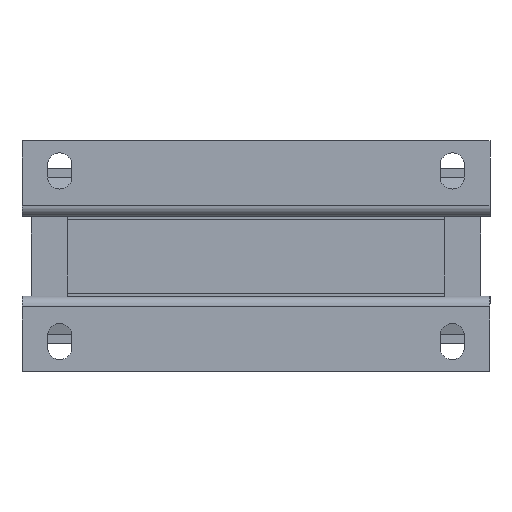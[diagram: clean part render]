
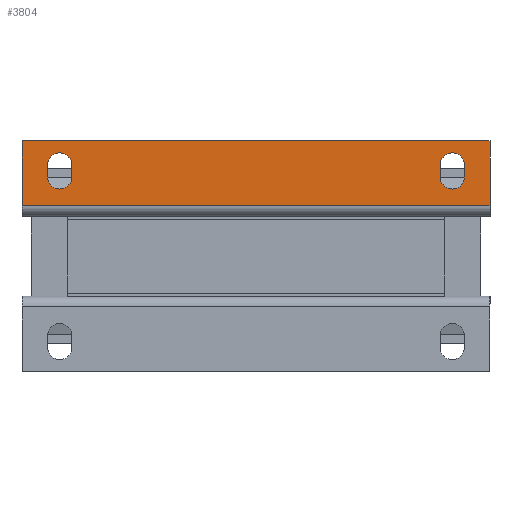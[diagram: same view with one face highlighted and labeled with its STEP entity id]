
A CAD part, front view. The second image highlights one B-rep face of the part: STEP entity #3804.
In plain terms, the highlighted planar face has unit normal (0, -1, 0).
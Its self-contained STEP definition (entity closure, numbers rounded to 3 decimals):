
#36 = CARTESIAN_POINT ( 'NONE',  ( -69., -66.45, 26.25 ) ) ;
#47 = CARTESIAN_POINT ( 'NONE',  ( -69., -66.45, 30.25 ) ) ;
#116 = LINE ( 'NONE', #3689, #5076 ) ;
#130 = DIRECTION ( 'NONE',  ( -1., 0., 0. ) ) ;
#197 = VERTEX_POINT ( 'NONE', #11226 ) ;
#202 = CIRCLE ( 'NONE', #5547, 4. ) ;
#294 = CARTESIAN_POINT ( 'NONE',  ( 65., -66.45, 34.25 ) ) ;
#316 = CARTESIAN_POINT ( 'NONE',  ( 77.5, -66.45, 15.75 ) ) ;
#349 = CIRCLE ( 'NONE', #10868, 4. ) ;
#367 = AXIS2_PLACEMENT_3D ( 'NONE', #10624, #1142, #12339 ) ;
#379 = VECTOR ( 'NONE', #7740, 1000. ) ;
#615 = VECTOR ( 'NONE', #130, 1000. ) ;
#783 = LINE ( 'NONE', #4327, #379 ) ;
#1111 = ORIENTED_EDGE ( 'NONE', *, *, #13257, .F. ) ;
#1142 = DIRECTION ( 'NONE',  ( 0., 1., 0. ) ) ;
#1271 = ORIENTED_EDGE ( 'NONE', *, *, #12964, .T. ) ;
#1285 = EDGE_CURVE ( 'Defeature ausgef�hrt2_235+Defeature ausgef�hrt2_458+Defeature ausgef�hrt2_457+Defeature ausgef�hrt2_459', #7368, #1372, #202, .T. ) ;
#1299 = CARTESIAN_POINT ( 'NONE',  ( 0., -66.45, 38.25 ) ) ;
#1308 = EDGE_CURVE ( 'Defeature ausgef�hrt2_235+Defeature ausgef�hrt2_456+Defeature ausgef�hrt2_455+Defeature ausgef�hrt2_453', #4417, #12481, #349, .T. ) ;
#1338 = CARTESIAN_POINT ( 'NONE',  ( 0., -66.45, 15.75 ) ) ;
#1372 = VERTEX_POINT ( 'NONE', #11307 ) ;
#1410 = ORIENTED_EDGE ( 'NONE', *, *, #1285, .T. ) ;
#1462 = CARTESIAN_POINT ( 'NONE',  ( 61., -66.45, 30.25 ) ) ;
#1470 = CARTESIAN_POINT ( 'NONE',  ( -65., -66.45, 26.25 ) ) ;
#1578 = EDGE_CURVE ( 'Defeature ausgef�hrt2_235+Defeature ausgef�hrt2_457+Defeature ausgef�hrt2_460+Defeature ausgef�hrt2_458', #12511, #10911, #10956, .T. ) ;
#1667 = LINE ( 'NONE', #5690, #11826 ) ;
#2034 = VERTEX_POINT ( 'NONE', #11351 ) ;
#2135 = VECTOR ( 'NONE', #3904, 1000. ) ;
#2137 = ORIENTED_EDGE ( 'NONE', *, *, #3839, .T. ) ;
#2310 = VERTEX_POINT ( 'NONE', #47 ) ;
#2327 = EDGE_CURVE ( 'Defeature ausgef�hrt2_235+Defeature ausgef�hrt2_459+Defeature ausgef�hrt2_458+Defeature ausgef�hrt2_460', #1372, #2034, #1667, .T. ) ;
#2403 = AXIS2_PLACEMENT_3D ( 'NONE', #3796, #4819, #6094 ) ;
#2443 = DIRECTION ( 'NONE',  ( 0., 0., -1. ) ) ;
#2502 = DIRECTION ( 'NONE',  ( -1., 0., 0. ) ) ;
#3051 = AXIS2_PLACEMENT_3D ( 'NONE', #13158, #11753, #3544 ) ;
#3190 = EDGE_LOOP ( 'NONE', ( #1111, #1271, #12240, #6752 ) ) ;
#3479 = AXIS2_PLACEMENT_3D ( 'NONE', #1338, #12121, #14674 ) ;
#3492 = VECTOR ( 'NONE', #2502, 1000. ) ;
#3544 = DIRECTION ( 'NONE',  ( 0., 0., 1. ) ) ;
#3648 = VECTOR ( 'NONE', #6225, 1000. ) ;
#3689 = CARTESIAN_POINT ( 'NONE',  ( -77.5, -66.45, 15.75 ) ) ;
#3796 = CARTESIAN_POINT ( 'NONE',  ( 65., -66.45, 26.25 ) ) ;
#3804 = ADVANCED_FACE ( 'Defeature ausgef�hrt2_235', ( #9347, #14725, #14563 ), #7340, .F. ) ;
#3807 = VERTEX_POINT ( 'NONE', #8381 ) ;
#3839 = EDGE_CURVE ( 'Defeature ausgef�hrt2_235+Defeature ausgef�hrt2_460+Defeature ausgef�hrt2_459+Defeature ausgef�hrt2_457', #2034, #12511, #9718, .T. ) ;
#3904 = DIRECTION ( 'NONE',  ( 0., 0., 1. ) ) ;
#4327 = CARTESIAN_POINT ( 'NONE',  ( -69., -66.45, 15.75 ) ) ;
#4417 = VERTEX_POINT ( 'NONE', #12840 ) ;
#4624 = CARTESIAN_POINT ( 'NONE',  ( 65., -66.45, 30.25 ) ) ;
#4819 = DIRECTION ( 'NONE',  ( 0., 1., 0. ) ) ;
#5076 = VECTOR ( 'NONE', #2443, 1000. ) ;
#5470 = DIRECTION ( 'NONE',  ( 0., 0., -1. ) ) ;
#5547 = AXIS2_PLACEMENT_3D ( 'NONE', #4624, #7146, #8303 ) ;
#5636 = CARTESIAN_POINT ( 'NONE',  ( 61., -66.45, 26.25 ) ) ;
#5690 = CARTESIAN_POINT ( 'NONE',  ( 69., -66.45, 15.75 ) ) ;
#5844 = VERTEX_POINT ( 'NONE', #9462 ) ;
#6028 = ORIENTED_EDGE ( 'NONE', *, *, #6106, .T. ) ;
#6094 = DIRECTION ( 'NONE',  ( 0., 0., 1. ) ) ;
#6106 = EDGE_CURVE ( 'Defeature ausgef�hrt2_235+Defeature ausgef�hrt2_455+Defeature ausgef�hrt2_454+Defeature ausgef�hrt2_456', #10633, #4417, #8799, .T. ) ;
#6225 = DIRECTION ( 'NONE',  ( 0., 0., -1. ) ) ;
#6325 = DIRECTION ( 'NONE',  ( 0., 0., 1. ) ) ;
#6351 = CARTESIAN_POINT ( 'NONE',  ( 77.5, -66.45, 16.75 ) ) ;
#6752 = ORIENTED_EDGE ( 'NONE', *, *, #14879, .T. ) ;
#7146 = DIRECTION ( 'NONE',  ( 0., 1., 0. ) ) ;
#7340 = PLANE ( 'NONE',  #3479 ) ;
#7368 = VERTEX_POINT ( 'NONE', #294 ) ;
#7561 = DIRECTION ( 'NONE',  ( 0., 1., 0. ) ) ;
#7570 = EDGE_LOOP ( 'NONE', ( #2137, #8375, #11786, #1410, #13724 ) ) ;
#7703 = ORIENTED_EDGE ( 'NONE', *, *, #15043, .T. ) ;
#7740 = DIRECTION ( 'NONE',  ( 0., 0., 1. ) ) ;
#8198 = CARTESIAN_POINT ( 'NONE',  ( -65., -66.45, 30.25 ) ) ;
#8303 = DIRECTION ( 'NONE',  ( 0., 0., 1. ) ) ;
#8324 = LINE ( 'NONE', #9794, #3492 ) ;
#8375 = ORIENTED_EDGE ( 'NONE', *, *, #1578, .T. ) ;
#8381 = CARTESIAN_POINT ( 'NONE',  ( -77.5, -66.45, 38.25 ) ) ;
#8798 = EDGE_CURVE ( 'Defeature ausgef�hrt2_235+Defeature ausgef�hrt2_454+Defeature ausgef�hrt2_453+Defeature ausgef�hrt2_455', #15382, #10633, #10860, .T. ) ;
#8799 = LINE ( 'NONE', #15729, #3648 ) ;
#8970 = CIRCLE ( 'NONE', #13421, 4. ) ;
#8993 = EDGE_CURVE ( 'Defeature ausgef�hrt2_235+Defeature ausgef�hrt2_233+Defeature ausgef�hrt2_237+Defeature ausgef�hrt2_236', #197, #3807, #11133, .T. ) ;
#9347 = FACE_BOUND ( 'NONE', #7570, .T. ) ;
#9462 = CARTESIAN_POINT ( 'NONE',  ( -77.5, -66.45, 16.75 ) ) ;
#9469 = DIRECTION ( 'NONE',  ( 0., 1., 0. ) ) ;
#9718 = CIRCLE ( 'NONE', #2403, 4. ) ;
#9794 = CARTESIAN_POINT ( 'NONE',  ( -77.5, -66.45, 16.75 ) ) ;
#9974 = CARTESIAN_POINT ( 'NONE',  ( -61., -66.45, 30.25 ) ) ;
#10476 = CARTESIAN_POINT ( 'NONE',  ( -65., -66.45, 34.25 ) ) ;
#10624 = CARTESIAN_POINT ( 'NONE',  ( 65., -66.45, 30.25 ) ) ;
#10633 = VERTEX_POINT ( 'NONE', #9974 ) ;
#10860 = CIRCLE ( 'NONE', #3051, 4. ) ;
#10868 = AXIS2_PLACEMENT_3D ( 'NONE', #1470, #7561, #6325 ) ;
#10911 = VERTEX_POINT ( 'NONE', #1462 ) ;
#10956 = LINE ( 'NONE', #15541, #11010 ) ;
#11010 = VECTOR ( 'NONE', #11952, 1000. ) ;
#11133 = LINE ( 'NONE', #1299, #615 ) ;
#11226 = CARTESIAN_POINT ( 'NONE',  ( 77.5, -66.45, 38.25 ) ) ;
#11307 = CARTESIAN_POINT ( 'NONE',  ( 69., -66.45, 30.25 ) ) ;
#11351 = CARTESIAN_POINT ( 'NONE',  ( 69., -66.45, 26.25 ) ) ;
#11407 = VERTEX_POINT ( 'NONE', #6351 ) ;
#11434 = CIRCLE ( 'NONE', #367, 4. ) ;
#11753 = DIRECTION ( 'NONE',  ( 0., 1., 0. ) ) ;
#11786 = ORIENTED_EDGE ( 'NONE', *, *, #12018, .T. ) ;
#11826 = VECTOR ( 'NONE', #5470, 1000. ) ;
#11914 = ORIENTED_EDGE ( 'NONE', *, *, #13678, .T. ) ;
#11952 = DIRECTION ( 'NONE',  ( 0., 0., 1. ) ) ;
#12018 = EDGE_CURVE ( 'Defeature ausgef�hrt2_235+Defeature ausgef�hrt2_458+Defeature ausgef�hrt2_457+Defeature ausgef�hrt2_459', #10911, #7368, #11434, .T. ) ;
#12121 = DIRECTION ( 'NONE',  ( 0., 1., 0. ) ) ;
#12240 = ORIENTED_EDGE ( 'NONE', *, *, #8993, .T. ) ;
#12339 = DIRECTION ( 'NONE',  ( 0., 0., 1. ) ) ;
#12481 = VERTEX_POINT ( 'NONE', #36 ) ;
#12491 = ORIENTED_EDGE ( 'NONE', *, *, #1308, .T. ) ;
#12511 = VERTEX_POINT ( 'NONE', #5636 ) ;
#12629 = LINE ( 'NONE', #316, #2135 ) ;
#12840 = CARTESIAN_POINT ( 'NONE',  ( -61., -66.45, 26.25 ) ) ;
#12964 = EDGE_CURVE ( 'Defeature ausgef�hrt2_235+Defeature ausgef�hrt2_237+Defeature ausgef�hrt2_239+Defeature ausgef�hrt2_233', #11407, #197, #12629, .T. ) ;
#13158 = CARTESIAN_POINT ( 'NONE',  ( -65., -66.45, 30.25 ) ) ;
#13257 = EDGE_CURVE ( 'Defeature ausgef�hrt2_239+Defeature ausgef�hrt2_235+Defeature ausgef�hrt2_240+Defeature ausgef�hrt2_241', #11407, #5844, #8324, .T. ) ;
#13421 = AXIS2_PLACEMENT_3D ( 'NONE', #8198, #9469, #15381 ) ;
#13678 = EDGE_CURVE ( 'Defeature ausgef�hrt2_235+Defeature ausgef�hrt2_454+Defeature ausgef�hrt2_453+Defeature ausgef�hrt2_455', #2310, #15382, #8970, .T. ) ;
#13724 = ORIENTED_EDGE ( 'NONE', *, *, #2327, .T. ) ;
#13940 = EDGE_LOOP ( 'NONE', ( #12491, #7703, #11914, #14567, #6028 ) ) ;
#14563 = FACE_OUTER_BOUND ( 'NONE', #3190, .T. ) ;
#14567 = ORIENTED_EDGE ( 'NONE', *, *, #8798, .T. ) ;
#14674 = DIRECTION ( 'NONE',  ( 0., 0., 1. ) ) ;
#14725 = FACE_BOUND ( 'NONE', #13940, .T. ) ;
#14879 = EDGE_CURVE ( 'Defeature ausgef�hrt2_235+Defeature ausgef�hrt2_236+Defeature ausgef�hrt2_233+Defeature ausgef�hrt2_239', #3807, #5844, #116, .T. ) ;
#15043 = EDGE_CURVE ( 'Defeature ausgef�hrt2_235+Defeature ausgef�hrt2_453+Defeature ausgef�hrt2_456+Defeature ausgef�hrt2_454', #12481, #2310, #783, .T. ) ;
#15381 = DIRECTION ( 'NONE',  ( 0., 0., 1. ) ) ;
#15382 = VERTEX_POINT ( 'NONE', #10476 ) ;
#15541 = CARTESIAN_POINT ( 'NONE',  ( 61., -66.45, 15.75 ) ) ;
#15729 = CARTESIAN_POINT ( 'NONE',  ( -61., -66.45, 15.75 ) ) ;
